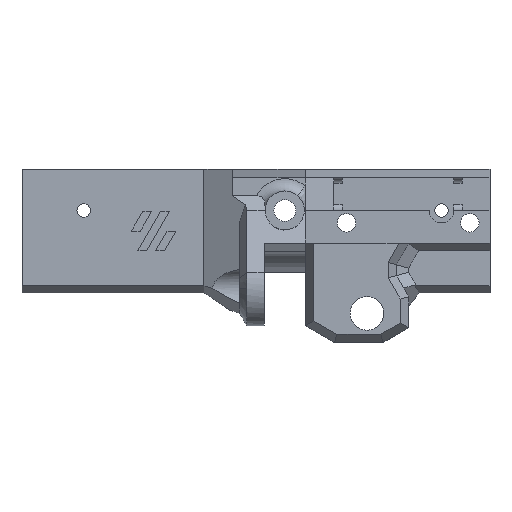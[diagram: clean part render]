
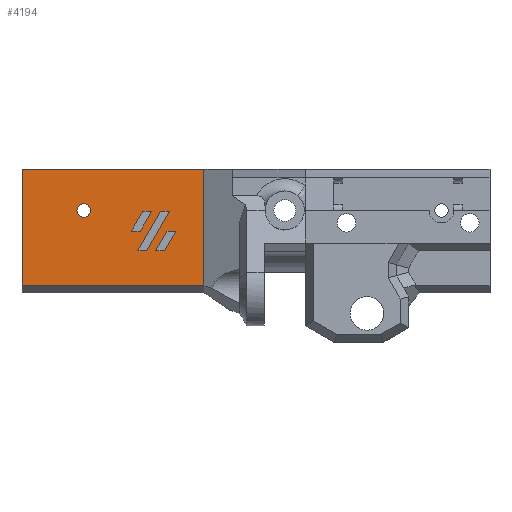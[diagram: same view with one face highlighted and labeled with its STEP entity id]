
A CAD part, top view. The second image highlights one B-rep face of the part: STEP entity #4194.
In plain terms, the highlighted planar face has unit normal (0, 0, 1).
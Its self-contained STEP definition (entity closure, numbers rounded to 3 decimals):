
#517 = EDGE_LOOP ( 'NONE', ( #825, #841, #834, #742 ) ) ;
#525 = EDGE_LOOP ( 'NONE', ( #796, #763, #756, #820 ) ) ;
#547 = EDGE_LOOP ( 'NONE', ( #808, #810 ) ) ;
#589 = EDGE_LOOP ( 'NONE', ( #835, #828, #827, #836 ) ) ;
#623 = EDGE_LOOP ( 'NONE', ( #732, #772, #745, #838 ) ) ;
#732 = ORIENTED_EDGE ( 'NONE', *, *, #1135, .F. ) ;
#742 = ORIENTED_EDGE ( 'NONE', *, *, #2512, .F. ) ;
#745 = ORIENTED_EDGE ( 'NONE', *, *, #1104, .F. ) ;
#756 = ORIENTED_EDGE ( 'NONE', *, *, #1149, .F. ) ;
#763 = ORIENTED_EDGE ( 'NONE', *, *, #2529, .F. ) ;
#772 = ORIENTED_EDGE ( 'NONE', *, *, #2589, .F. ) ;
#796 = ORIENTED_EDGE ( 'NONE', *, *, #1139, .F. ) ;
#808 = ORIENTED_EDGE ( 'NONE', *, *, #1152, .T. ) ;
#810 = ORIENTED_EDGE ( 'NONE', *, *, #2562, .T. ) ;
#820 = ORIENTED_EDGE ( 'NONE', *, *, #1136, .F. ) ;
#825 = ORIENTED_EDGE ( 'NONE', *, *, #1153, .F. ) ;
#827 = ORIENTED_EDGE ( 'NONE', *, *, #1103, .F. ) ;
#828 = ORIENTED_EDGE ( 'NONE', *, *, #2502, .F. ) ;
#834 = ORIENTED_EDGE ( 'NONE', *, *, #1158, .F. ) ;
#835 = ORIENTED_EDGE ( 'NONE', *, *, #1151, .F. ) ;
#836 = ORIENTED_EDGE ( 'NONE', *, *, #1134, .F. ) ;
#838 = ORIENTED_EDGE ( 'NONE', *, *, #2493, .F. ) ;
#841 = ORIENTED_EDGE ( 'NONE', *, *, #2494, .F. ) ;
#920 = AXIS2_PLACEMENT_3D ( 'NONE', #3186, #3185, #3202 ) ;
#1033 = AXIS2_PLACEMENT_3D ( 'NONE', #3851, #3858, #3867 ) ;
#1103 = EDGE_CURVE ( 'NONE', #2778, #2828, #1895, .T. ) ;
#1104 = EDGE_CURVE ( 'NONE', #2822, #2832, #1882, .T. ) ;
#1134 = EDGE_CURVE ( 'NONE', #2839, #2778, #1944, .T. ) ;
#1135 = EDGE_CURVE ( 'NONE', #2797, #2803, #1947, .T. ) ;
#1136 = EDGE_CURVE ( 'NONE', #2792, #2813, #1982, .T. ) ;
#1139 = EDGE_CURVE ( 'NONE', #2795, #2792, #1959, .T. ) ;
#1149 = EDGE_CURVE ( 'NONE', #2813, #2825, #1997, .T. ) ;
#1151 = EDGE_CURVE ( 'NONE', #2793, #2839, #2020, .T. ) ;
#1152 = EDGE_CURVE ( 'NONE', #2873, #2872, #2033, .T. ) ;
#1153 = EDGE_CURVE ( 'NONE', #2814, #2804, #2027, .T. ) ;
#1158 = EDGE_CURVE ( 'NONE', #2812, #2780, #1987, .T. ) ;
#1389 = CARTESIAN_POINT ( 'NONE',  ( 140.387, -15., 3. ) ) ;
#1394 = CARTESIAN_POINT ( 'NONE',  ( 143.147, -10.22, 3. ) ) ;
#1409 = CARTESIAN_POINT ( 'NONE',  ( 149.048, -15., 3. ) ) ;
#1412 = CARTESIAN_POINT ( 'NONE',  ( 144.123, -19.78, 3. ) ) ;
#1415 = CARTESIAN_POINT ( 'NONE',  ( 158.04, 0., 3. ) ) ;
#1425 = CARTESIAN_POINT ( 'NONE',  ( 158.04, -28.268, 3. ) ) ;
#1426 = CARTESIAN_POINT ( 'NONE',  ( 142.552, -15., 3. ) ) ;
#1427 = CARTESIAN_POINT ( 'NONE',  ( 113.8, 0., 3. ) ) ;
#1431 = CARTESIAN_POINT ( 'NONE',  ( 113.8, -28.268, 3. ) ) ;
#1434 = CARTESIAN_POINT ( 'NONE',  ( 151.213, -15., 3. ) ) ;
#1450 = CARTESIAN_POINT ( 'NONE',  ( 147.477, -10.22, 3. ) ) ;
#1460 = CARTESIAN_POINT ( 'NONE',  ( 146.288, -19.78, 3. ) ) ;
#1466 = CARTESIAN_POINT ( 'NONE',  ( 127.15, -10., 3. ) ) ;
#1467 = CARTESIAN_POINT ( 'NONE',  ( 130.45, -10., 3. ) ) ;
#1481 = CARTESIAN_POINT ( 'NONE',  ( 149.642, -10.22, 3. ) ) ;
#1486 = CARTESIAN_POINT ( 'NONE',  ( 148.453, -19.78, 3. ) ) ;
#1493 = CARTESIAN_POINT ( 'NONE',  ( 141.958, -19.78, 3. ) ) ;
#1498 = CARTESIAN_POINT ( 'NONE',  ( 145.312, -10.22, 3. ) ) ;
#1640 = CARTESIAN_POINT ( 'NONE',  ( 128.8, -10., 3. ) ) ;
#1641 = DIRECTION ( 'NONE',  ( -1., 0., 0. ) ) ;
#1652 = DIRECTION ( 'NONE',  ( 0., 0., -1. ) ) ;
#1704 = DIRECTION ( 'NONE',  ( 0.5, 0.866, 0. ) ) ;
#1721 = CARTESIAN_POINT ( 'NONE',  ( 148.453, -19.78, 3. ) ) ;
#1772 = FACE_BOUND ( 'NONE', #623, .T. ) ;
#1831 = FACE_BOUND ( 'NONE', #525, .T. ) ;
#1879 = VECTOR ( 'NONE', #3045, 1000. ) ;
#1882 = LINE ( 'NONE', #3070, #1879 ) ;
#1895 = LINE ( 'NONE', #3063, #1899 ) ;
#1899 = VECTOR ( 'NONE', #3040, 1000. ) ;
#1938 = VECTOR ( 'NONE', #3167, 1000. ) ;
#1939 = VECTOR ( 'NONE', #3126, 1000. ) ;
#1944 = LINE ( 'NONE', #3140, #1938 ) ;
#1947 = LINE ( 'NONE', #3132, #1983 ) ;
#1957 = VECTOR ( 'NONE', #3161, 1000. ) ;
#1959 = LINE ( 'NONE', #3127, #1957 ) ;
#1982 = LINE ( 'NONE', #3133, #1939 ) ;
#1983 = VECTOR ( 'NONE', #3166, 1000. ) ;
#1987 = LINE ( 'NONE', #3173, #2019 ) ;
#1989 = VECTOR ( 'NONE', #3158, 1000. ) ;
#1996 = VECTOR ( 'NONE', #3175, 1000. ) ;
#1997 = LINE ( 'NONE', #3194, #1996 ) ;
#2010 = VECTOR ( 'NONE', #3170, 1000. ) ;
#2019 = VECTOR ( 'NONE', #3200, 1000. ) ;
#2020 = LINE ( 'NONE', #3149, #1989 ) ;
#2027 = LINE ( 'NONE', #3177, #2010 ) ;
#2033 = CIRCLE ( 'NONE', #920, 1.65 ) ;
#2071 = LINE ( 'NONE', #3332, #2074 ) ;
#2074 = VECTOR ( 'NONE', #3322, 1000. ) ;
#2113 = VECTOR ( 'NONE', #3340, 1000. ) ;
#2121 = VECTOR ( 'NONE', #3357, 1000. ) ;
#2125 = VECTOR ( 'NONE', #3349, 1000. ) ;
#2130 = LINE ( 'NONE', #3308, #2125 ) ;
#2133 = LINE ( 'NONE', #3348, #2113 ) ;
#2137 = LINE ( 'NONE', #3333, #2121 ) ;
#2146 = FACE_BOUND ( 'NONE', #589, .T. ) ;
#2158 = VECTOR ( 'NONE', #2682, 1000. ) ;
#2177 = LINE ( 'NONE', #2691, #2158 ) ;
#2213 = CIRCLE ( 'NONE', #2365, 1.65 ) ;
#2235 = LINE ( 'NONE', #1721, #2296 ) ;
#2296 = VECTOR ( 'NONE', #1704, 1000. ) ;
#2365 = AXIS2_PLACEMENT_3D ( 'NONE', #1640, #1652, #1641 ) ;
#2371 = FACE_BOUND ( 'NONE', #547, .T. ) ;
#2410 = FACE_OUTER_BOUND ( 'NONE', #517, .T. ) ;
#2493 = EDGE_CURVE ( 'NONE', #2803, #2822, #2130, .T. ) ;
#2494 = EDGE_CURVE ( 'NONE', #2780, #2814, #2133, .T. ) ;
#2502 = EDGE_CURVE ( 'NONE', #2828, #2793, #2071, .T. ) ;
#2512 = EDGE_CURVE ( 'NONE', #2804, #2812, #2137, .T. ) ;
#2529 = EDGE_CURVE ( 'NONE', #2825, #2795, #2177, .T. ) ;
#2562 = EDGE_CURVE ( 'NONE', #2872, #2873, #2213, .T. ) ;
#2589 = EDGE_CURVE ( 'NONE', #2832, #2797, #2235, .T. ) ;
#2682 = DIRECTION ( 'NONE',  ( -1., 0., 0. ) ) ;
#2691 = CARTESIAN_POINT ( 'NONE',  ( 143.147, -10.22, 3. ) ) ;
#2778 = VERTEX_POINT ( 'NONE', #1412 ) ;
#2780 = VERTEX_POINT ( 'NONE', #1431 ) ;
#2792 = VERTEX_POINT ( 'NONE', #1389 ) ;
#2793 = VERTEX_POINT ( 'NONE', #1450 ) ;
#2795 = VERTEX_POINT ( 'NONE', #1394 ) ;
#2797 = VERTEX_POINT ( 'NONE', #1434 ) ;
#2803 = VERTEX_POINT ( 'NONE', #1409 ) ;
#2804 = VERTEX_POINT ( 'NONE', #1415 ) ;
#2812 = VERTEX_POINT ( 'NONE', #1425 ) ;
#2813 = VERTEX_POINT ( 'NONE', #1426 ) ;
#2814 = VERTEX_POINT ( 'NONE', #1427 ) ;
#2822 = VERTEX_POINT ( 'NONE', #1460 ) ;
#2825 = VERTEX_POINT ( 'NONE', #1498 ) ;
#2828 = VERTEX_POINT ( 'NONE', #1481 ) ;
#2832 = VERTEX_POINT ( 'NONE', #1486 ) ;
#2839 = VERTEX_POINT ( 'NONE', #1493 ) ;
#2872 = VERTEX_POINT ( 'NONE', #1466 ) ;
#2873 = VERTEX_POINT ( 'NONE', #1467 ) ;
#3040 = DIRECTION ( 'NONE',  ( 0.5, 0.866, 0. ) ) ;
#3045 = DIRECTION ( 'NONE',  ( 1., 0., 0. ) ) ;
#3063 = CARTESIAN_POINT ( 'NONE',  ( 149.642, -10.22, 3. ) ) ;
#3070 = CARTESIAN_POINT ( 'NONE',  ( 146.288, -19.78, 3. ) ) ;
#3126 = DIRECTION ( 'NONE',  ( 1., 0., 0. ) ) ;
#3127 = CARTESIAN_POINT ( 'NONE',  ( 140.387, -15., 3. ) ) ;
#3132 = CARTESIAN_POINT ( 'NONE',  ( 151.213, -15., 3. ) ) ;
#3133 = CARTESIAN_POINT ( 'NONE',  ( 142.552, -15., 3. ) ) ;
#3140 = CARTESIAN_POINT ( 'NONE',  ( 144.123, -19.78, 3. ) ) ;
#3149 = CARTESIAN_POINT ( 'NONE',  ( 141.958, -19.78, 3. ) ) ;
#3158 = DIRECTION ( 'NONE',  ( -0.5, -0.866, 0. ) ) ;
#3161 = DIRECTION ( 'NONE',  ( -0.5, -0.866, 0. ) ) ;
#3166 = DIRECTION ( 'NONE',  ( -1., 0., 0. ) ) ;
#3167 = DIRECTION ( 'NONE',  ( 1., 0., 0. ) ) ;
#3170 = DIRECTION ( 'NONE',  ( 1., 0., 0. ) ) ;
#3173 = CARTESIAN_POINT ( 'NONE',  ( 113.8, -28.268, 3. ) ) ;
#3175 = DIRECTION ( 'NONE',  ( 0.5, 0.866, 0. ) ) ;
#3177 = CARTESIAN_POINT ( 'NONE',  ( 227.6, 0., 3. ) ) ;
#3185 = DIRECTION ( 'NONE',  ( 0., 0., -1. ) ) ;
#3186 = CARTESIAN_POINT ( 'NONE',  ( 128.8, -10., 3. ) ) ;
#3194 = CARTESIAN_POINT ( 'NONE',  ( 145.312, -10.22, 3. ) ) ;
#3200 = DIRECTION ( 'NONE',  ( -1., 0., 0. ) ) ;
#3202 = DIRECTION ( 'NONE',  ( -1., 0., 0. ) ) ;
#3308 = CARTESIAN_POINT ( 'NONE',  ( 149.048, -15., 3. ) ) ;
#3322 = DIRECTION ( 'NONE',  ( -1., 0., 0. ) ) ;
#3332 = CARTESIAN_POINT ( 'NONE',  ( 147.477, -10.22, 3. ) ) ;
#3333 = CARTESIAN_POINT ( 'NONE',  ( 158.04, -30., 3. ) ) ;
#3340 = DIRECTION ( 'NONE',  ( 0., 1., 0. ) ) ;
#3348 = CARTESIAN_POINT ( 'NONE',  ( 113.8, 0., 3. ) ) ;
#3349 = DIRECTION ( 'NONE',  ( -0.5, -0.866, 0. ) ) ;
#3357 = DIRECTION ( 'NONE',  ( 0., -1., 0. ) ) ;
#3850 = PLANE ( 'NONE',  #1033 ) ;
#3851 = CARTESIAN_POINT ( 'NONE',  ( 227.6, -30., 3. ) ) ;
#3858 = DIRECTION ( 'NONE',  ( 0., 0., 1. ) ) ;
#3867 = DIRECTION ( 'NONE',  ( -1., 0., 0. ) ) ;
#4194 = ADVANCED_FACE ( 'NONE', ( #1772, #1831, #2146, #2371, #2410 ), #3850, .T. ) ;
